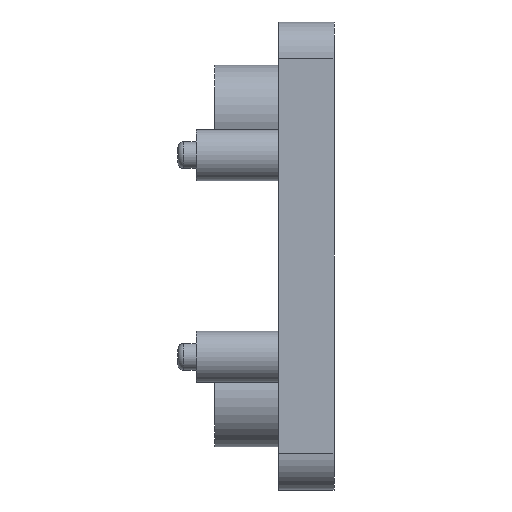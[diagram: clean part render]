
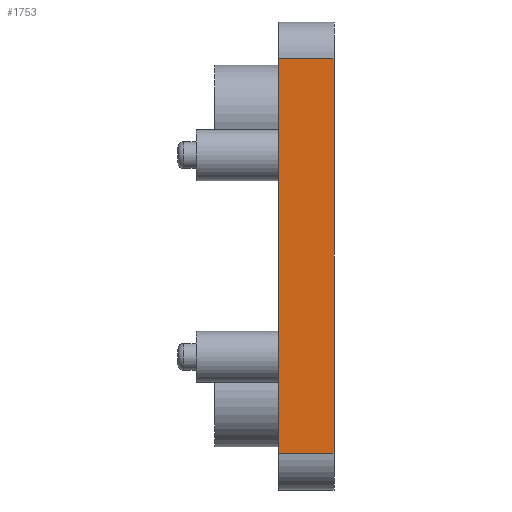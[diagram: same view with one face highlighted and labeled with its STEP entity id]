
A CAD part, left-side view. The second image highlights one B-rep face of the part: STEP entity #1753.
In plain terms, the highlighted planar face has unit normal (-1, 0, 0).
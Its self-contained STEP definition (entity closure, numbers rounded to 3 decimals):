
#39 = VECTOR ( 'NONE', #1652, 1000. ) ;
#170 = CARTESIAN_POINT ( 'NONE',  ( -16.25, 3., 10.75 ) ) ;
#217 = LINE ( 'NONE', #3211, #444 ) ;
#276 = CARTESIAN_POINT ( 'NONE',  ( -16.25, 0., 10.75 ) ) ;
#414 = LINE ( 'NONE', #170, #39 ) ;
#444 = VECTOR ( 'NONE', #779, 1000. ) ;
#542 = DIRECTION ( 'NONE',  ( 1., 0., 0. ) ) ;
#615 = AXIS2_PLACEMENT_3D ( 'NONE', #1324, #542, #1537 ) ;
#640 = CARTESIAN_POINT ( 'NONE',  ( -16.25, 0., -12.75 ) ) ;
#682 = CARTESIAN_POINT ( 'NONE',  ( -16.25, 3., 10.75 ) ) ;
#779 = DIRECTION ( 'NONE',  ( 0., -1., 0. ) ) ;
#794 = CARTESIAN_POINT ( 'NONE',  ( -16.25, 3., -10.75 ) ) ;
#830 = ORIENTED_EDGE ( 'NONE', *, *, #1679, .F. ) ;
#862 = LINE ( 'NONE', #640, #3053 ) ;
#980 = PLANE ( 'NONE',  #615 ) ;
#983 = EDGE_CURVE ( 'NONE', #1060, #1169, #217, .T. ) ;
#996 = CARTESIAN_POINT ( 'NONE',  ( -16.25, 3., -12.75 ) ) ;
#1060 = VERTEX_POINT ( 'NONE', #794 ) ;
#1105 = EDGE_LOOP ( 'NONE', ( #830, #2543, #1911, #1922 ) ) ;
#1169 = VERTEX_POINT ( 'NONE', #2510 ) ;
#1222 = DIRECTION ( 'NONE',  ( 0., 0., 1. ) ) ;
#1324 = CARTESIAN_POINT ( 'NONE',  ( -16.25, 3., -12.75 ) ) ;
#1537 = DIRECTION ( 'NONE',  ( 0., 0., -1. ) ) ;
#1652 = DIRECTION ( 'NONE',  ( 0., 1., 0. ) ) ;
#1679 = EDGE_CURVE ( 'NONE', #1060, #2026, #2679, .T. ) ;
#1753 = ADVANCED_FACE ( 'NONE', ( #2459 ), #980, .F. ) ;
#1911 = ORIENTED_EDGE ( 'NONE', *, *, #2457, .T. ) ;
#1922 = ORIENTED_EDGE ( 'NONE', *, *, #2225, .T. ) ;
#2026 = VERTEX_POINT ( 'NONE', #682 ) ;
#2225 = EDGE_CURVE ( 'NONE', #2947, #2026, #414, .T. ) ;
#2457 = EDGE_CURVE ( 'NONE', #1169, #2947, #862, .T. ) ;
#2459 = FACE_OUTER_BOUND ( 'NONE', #1105, .T. ) ;
#2510 = CARTESIAN_POINT ( 'NONE',  ( -16.25, 0., -10.75 ) ) ;
#2543 = ORIENTED_EDGE ( 'NONE', *, *, #983, .T. ) ;
#2561 = DIRECTION ( 'NONE',  ( 0., 0., 1. ) ) ;
#2679 = LINE ( 'NONE', #996, #2989 ) ;
#2947 = VERTEX_POINT ( 'NONE', #276 ) ;
#2989 = VECTOR ( 'NONE', #1222, 1000. ) ;
#3053 = VECTOR ( 'NONE', #2561, 1000. ) ;
#3211 = CARTESIAN_POINT ( 'NONE',  ( -16.25, 3., -10.75 ) ) ;
